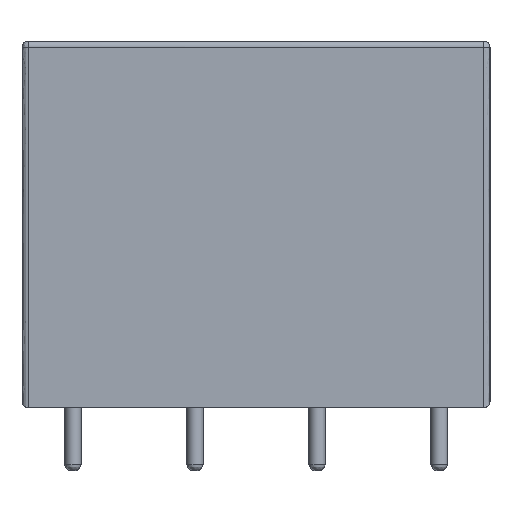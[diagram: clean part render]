
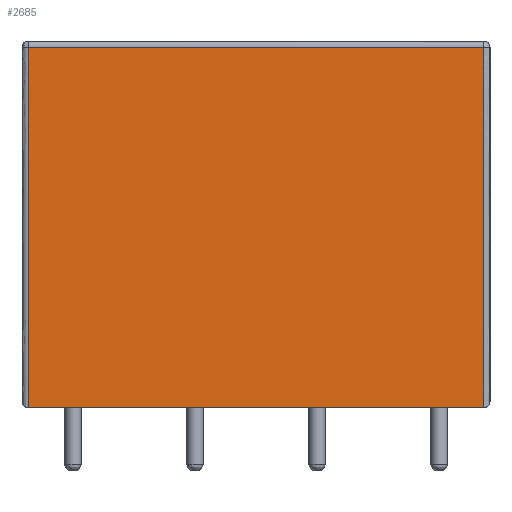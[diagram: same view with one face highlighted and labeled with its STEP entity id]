
A CAD part, left-side view. The second image highlights one B-rep face of the part: STEP entity #2685.
In plain terms, the highlighted planar face has unit normal (-1, 0, 0).
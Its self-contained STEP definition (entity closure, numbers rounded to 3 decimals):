
#944=B_SPLINE_CURVE_WITH_KNOTS('',1,(#12015,#12016),.UNSPECIFIED.,.F.,.F.,
(2,2),(0.,17.7),.UNSPECIFIED.);
#945=B_SPLINE_CURVE_WITH_KNOTS('',1,(#12017,#12018),.UNSPECIFIED.,.F.,.F.,
(2,2),(0.3,22.7),.UNSPECIFIED.);
#946=B_SPLINE_CURVE_WITH_KNOTS('',1,(#12019,#12020),.UNSPECIFIED.,.F.,.F.,
(2,2),(0.3,18.),.UNSPECIFIED.);
#947=B_SPLINE_CURVE_WITH_KNOTS('',1,(#12021,#12022),.UNSPECIFIED.,.F.,.F.,
(2,2),(-121.7,-99.3),.UNSPECIFIED.);
#2685=ADVANCED_FACE('',(#2819),#7835,.T.);
#2819=FACE_OUTER_BOUND('',#2953,.T.);
#2953=EDGE_LOOP('',(#3211,#3212,#3213,#3214));
#3211=ORIENTED_EDGE('',*,*,#5423,.F.);
#3212=ORIENTED_EDGE('',*,*,#5422,.F.);
#3213=ORIENTED_EDGE('',*,*,#5421,.T.);
#3214=ORIENTED_EDGE('',*,*,#5420,.F.);
#5420=EDGE_CURVE('',#6972,#6973,#944,.T.);
#5421=EDGE_CURVE('',#6974,#6973,#945,.T.);
#5422=EDGE_CURVE('',#6974,#6975,#946,.T.);
#5423=EDGE_CURVE('',#6975,#6972,#947,.T.);
#6972=VERTEX_POINT('',#9347);
#6973=VERTEX_POINT('',#9348);
#6974=VERTEX_POINT('',#9349);
#6975=VERTEX_POINT('',#9350);
#7835=PLANE('',#7963);
#7963=AXIS2_PLACEMENT_3D('',#8535,#8075,$);
#8075=DIRECTION('',(-1.,0.,0.));
#8535=CARTESIAN_POINT('',(-19.,-11.5,18.01));
#9347=CARTESIAN_POINT('',(-19.,11.2,0.01));
#9348=CARTESIAN_POINT('',(-19.,11.2,17.71));
#9349=CARTESIAN_POINT('',(-19.,-11.2,17.71));
#9350=CARTESIAN_POINT('',(-19.,-11.2,0.01));
#12015=CARTESIAN_POINT('',(-19.,11.2,0.01));
#12016=CARTESIAN_POINT('',(-19.,11.2,17.71));
#12017=CARTESIAN_POINT('',(-19.,-11.2,17.71));
#12018=CARTESIAN_POINT('',(-19.,11.2,17.71));
#12019=CARTESIAN_POINT('',(-19.,-11.2,17.71));
#12020=CARTESIAN_POINT('',(-19.,-11.2,0.01));
#12021=CARTESIAN_POINT('',(-19.,-11.2,0.01));
#12022=CARTESIAN_POINT('',(-19.,11.2,0.01));
